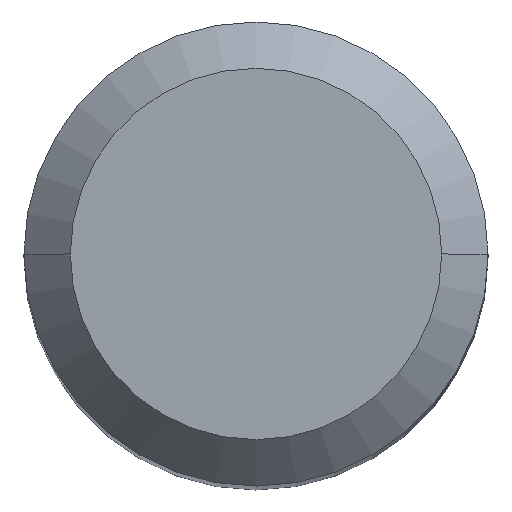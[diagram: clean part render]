
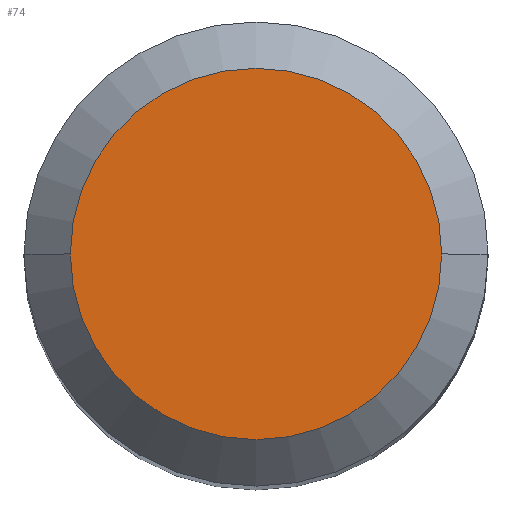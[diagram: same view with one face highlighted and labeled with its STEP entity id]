
A CAD part, top view. The second image highlights one B-rep face of the part: STEP entity #74.
In plain terms, the highlighted planar face has unit normal (0, 0, 1).
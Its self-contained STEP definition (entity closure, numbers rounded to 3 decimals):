
#2 = VERTEX_POINT ( 'NONE', #108 ) ;
#24 = AXIS2_PLACEMENT_3D ( 'NONE', #197, #174, #95 ) ;
#29 = DIRECTION ( 'NONE',  ( 1., 0., 0. ) ) ;
#60 = CARTESIAN_POINT ( 'NONE',  ( 0., 0., 7.45 ) ) ;
#74 = ADVANCED_FACE ( 'NONE', ( #113 ), #195, .T. ) ;
#77 = EDGE_CURVE ( 'NONE', #2, #226, #217, .T. ) ;
#83 = CARTESIAN_POINT ( 'NONE',  ( 0., 0., 7.45 ) ) ;
#87 = ORIENTED_EDGE ( 'NONE', *, *, #200, .T. ) ;
#95 = DIRECTION ( 'NONE',  ( 1., 0., 0. ) ) ;
#108 = CARTESIAN_POINT ( 'NONE',  ( -1.2, 0., 7.45 ) ) ;
#109 = ORIENTED_EDGE ( 'NONE', *, *, #77, .T. ) ;
#113 = FACE_OUTER_BOUND ( 'NONE', #170, .T. ) ;
#115 = AXIS2_PLACEMENT_3D ( 'NONE', #60, #118, #29 ) ;
#118 = DIRECTION ( 'NONE',  ( 0., 0., 1. ) ) ;
#127 = CIRCLE ( 'NONE', #235, 1.2 ) ;
#157 = DIRECTION ( 'NONE',  ( 0., 0., 1. ) ) ;
#170 = EDGE_LOOP ( 'NONE', ( #109, #87 ) ) ;
#174 = DIRECTION ( 'NONE',  ( 0., 0., 1. ) ) ;
#178 = CARTESIAN_POINT ( 'NONE',  ( 1.2, 0., 7.45 ) ) ;
#195 = PLANE ( 'NONE',  #115 ) ;
#197 = CARTESIAN_POINT ( 'NONE',  ( 0., 0., 7.45 ) ) ;
#200 = EDGE_CURVE ( 'NONE', #226, #2, #127, .T. ) ;
#202 = DIRECTION ( 'NONE',  ( 1., 0., 0. ) ) ;
#217 = CIRCLE ( 'NONE', #24, 1.2 ) ;
#226 = VERTEX_POINT ( 'NONE', #178 ) ;
#235 = AXIS2_PLACEMENT_3D ( 'NONE', #83, #157, #202 ) ;
